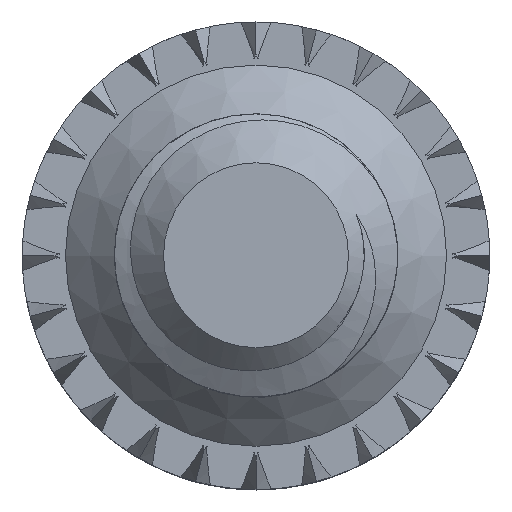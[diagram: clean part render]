
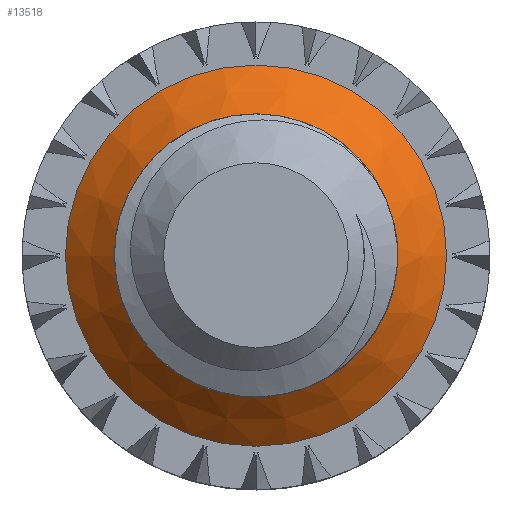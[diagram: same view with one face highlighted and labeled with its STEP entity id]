
A CAD part, top view. The second image highlights one B-rep face of the part: STEP entity #13518.
In plain terms, the highlighted conical face has half-angle 45 degrees and reference radius 3.384 mm.
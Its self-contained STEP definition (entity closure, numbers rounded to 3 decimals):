
#16=CONICAL_SURFACE('',#14230,3.384,0.785);
#2197=FACE_OUTER_BOUND('',#3176,.T.);
#3176=EDGE_LOOP('',(#12297,#12298,#12299,#12300,#12301,#12302));
#3186=CIRCLE('',#13551,2.884);
#3212=CIRCLE('',#13709,3.884);
#3238=CIRCLE('',#14231,2.884);
#3239=CIRCLE('',#14232,2.884);
#4788=LINE('',#38172,#5158);
#5158=VECTOR('',#15993,3.384);
#5185=VERTEX_POINT('',#17509);
#5186=VERTEX_POINT('',#17637);
#5384=VERTEX_POINT('',#19133);
#6222=VERTEX_POINT('',#38171);
#6257=EDGE_CURVE('',#5186,#5185,#3186,.T.);
#6508=EDGE_CURVE('',#5384,#5384,#3212,.T.);
#8255=EDGE_CURVE('',#5384,#6222,#4788,.T.);
#8256=EDGE_CURVE('',#6222,#5186,#3238,.F.);
#8257=EDGE_CURVE('',#5185,#6222,#3239,.F.);
#12297=ORIENTED_EDGE('',*,*,#6508,.T.);
#12298=ORIENTED_EDGE('',*,*,#8255,.T.);
#12299=ORIENTED_EDGE('',*,*,#8256,.T.);
#12300=ORIENTED_EDGE('',*,*,#6257,.T.);
#12301=ORIENTED_EDGE('',*,*,#8257,.T.);
#12302=ORIENTED_EDGE('',*,*,#8255,.F.);
#13518=ADVANCED_FACE('',(#2197),#16,.T.);
#13551=AXIS2_PLACEMENT_3D('',#17638,#14272,#14273);
#13709=AXIS2_PLACEMENT_3D('',#19134,#14615,#14616);
#14230=AXIS2_PLACEMENT_3D('',#38170,#15991,#15992);
#14231=AXIS2_PLACEMENT_3D('',#38173,#15994,#15995);
#14232=AXIS2_PLACEMENT_3D('',#38174,#15996,#15997);
#14272=DIRECTION('center_axis',(0.,0.,-1.));
#14273=DIRECTION('ref_axis',(1.,0.,0.));
#14615=DIRECTION('center_axis',(0.,0.,1.));
#14616=DIRECTION('ref_axis',(1.,0.,0.));
#15991=DIRECTION('center_axis',(0.,0.,-1.));
#15992=DIRECTION('ref_axis',(1.,0.,0.));
#15993=DIRECTION('',(0.707,0.,0.707));
#15994=DIRECTION('center_axis',(0.,0.,1.));
#15995=DIRECTION('ref_axis',(1.,0.,0.));
#15996=DIRECTION('center_axis',(0.,0.,1.));
#15997=DIRECTION('ref_axis',(1.,0.,0.));
#17509=CARTESIAN_POINT('',(2.139,-1.934,-4.75));
#17637=CARTESIAN_POINT('',(1.885,2.182,-4.75));
#17638=CARTESIAN_POINT('Origin',(0.,0.,-4.75));
#19133=CARTESIAN_POINT('',(-3.884,0.,-5.75));
#19134=CARTESIAN_POINT('Origin',(0.,0.,-5.75));
#38170=CARTESIAN_POINT('Origin',(0.,0.,-5.25));
#38171=CARTESIAN_POINT('',(-2.884,0.,-4.75));
#38172=CARTESIAN_POINT('',(-3.384,0.,-5.25));
#38173=CARTESIAN_POINT('Origin',(0.,0.,-4.75));
#38174=CARTESIAN_POINT('Origin',(0.,0.,-4.75));
